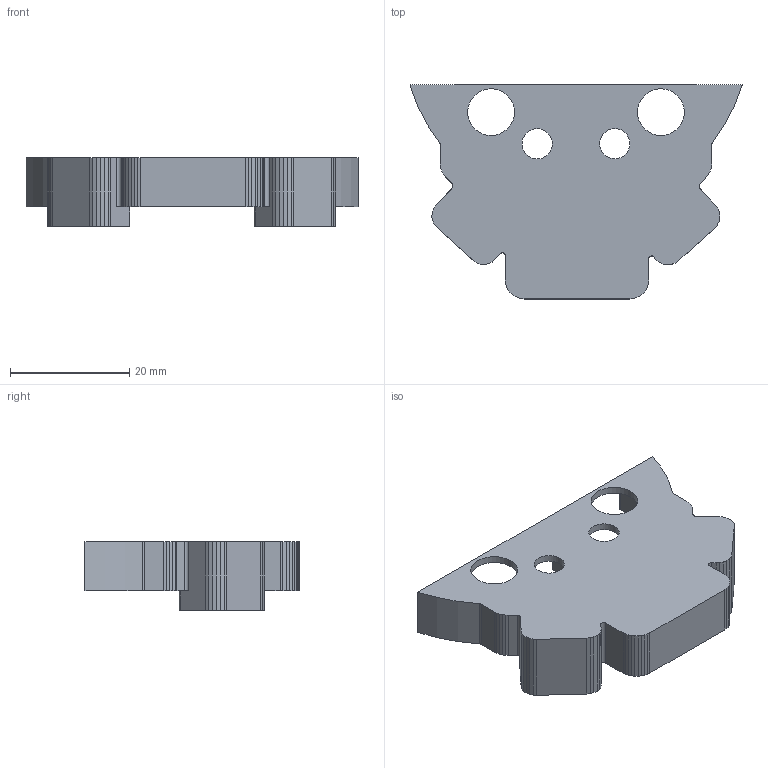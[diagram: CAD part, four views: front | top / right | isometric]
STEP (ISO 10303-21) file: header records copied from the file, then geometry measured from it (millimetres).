
FILE_DESCRIPTION(/* description */ (''),/* implementation_level */ '2;1');
FILE_NAME(/* name */ 'KrakenCoverA.stp',/* time_stamp */ '2024-02-21T13:03:17-05:00',/* author */ ('dlangdon'),/* organization */ (''),/* preprocessor_version */ 'ST-DEVELOPER v19',/* originating_system */ 'Autodesk Inventor 2023',/* authorisation */ '');
FILE_SCHEMA (('AUTOMOTIVE_DESIGN { 1 0 10303 214 3 1 1 }'));
Length unit declared in the file: inch
Products named in the file (1): KrakenCoverA
Bounding box: 55.69 x 35.9 x 11.5 mm (x, y, z)
Volume: 4873.8 mm3; surface area: 5616.5 mm2
Topology: 1 solids, 1 shells, 222 faces, 656 edges, 437 vertices
Faces by surface type: plane 193, cylinder 29
Full cylindrical faces by diameter (mm): 5.08 x2, 7.844 x2
Entity records: 7407 total; most frequent: CARTESIAN_POINT 1316, ORIENTED_EDGE 1312, DIRECTION 1160, EDGE_CURVE 656, LINE 598, VECTOR 598, VERTEX_POINT 437, AXIS2_PLACEMENT_3D 281
